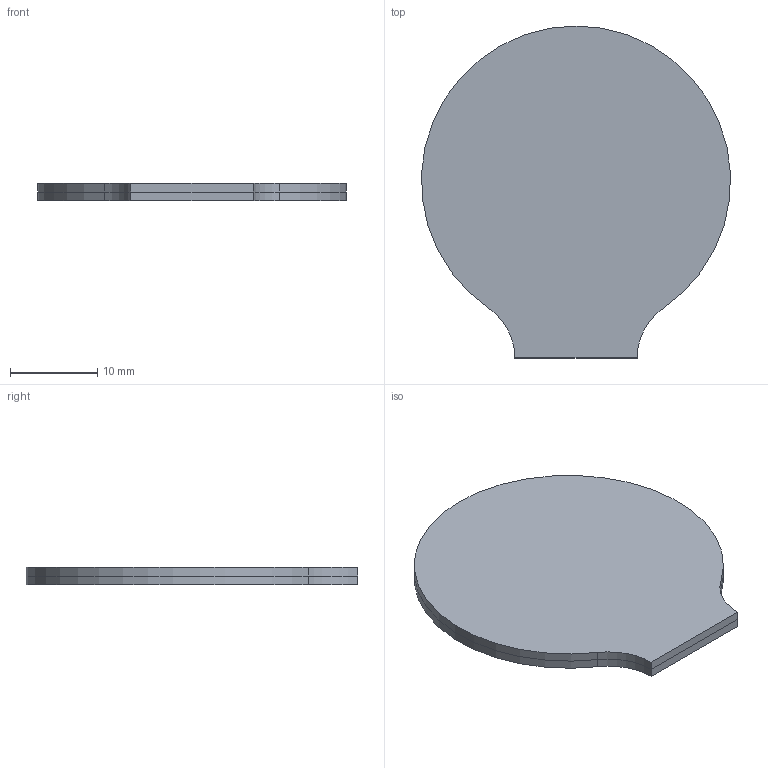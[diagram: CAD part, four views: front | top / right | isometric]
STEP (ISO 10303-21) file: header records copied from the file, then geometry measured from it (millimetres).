
FILE_DESCRIPTION(('FreeCAD Model'),'2;1');
FILE_NAME('Open CASCADE Shape Model','2025-02-10T12:00:45',(''),(''), 'Open CASCADE STEP processor 7.7','FreeCAD','Unknown');
FILE_SCHEMA(('AUTOMOTIVE_DESIGN { 1 0 10303 214 1 1 1 1 }'));
Length unit declared in the file: millimetre
Products named in the file (3): display; black glass; pcb
Assembly tree (2 placements, depth 2):
  display
    black glass
    pcb
Bounding box: 35.36 x 38 x 2 mm (x, y, z)
Volume: 2064.2 mm3; surface area: 4363 mm2
Topology: 2 solids, 2 shells, 12 faces, 24 edges, 16 vertices
Faces by surface type: cylinder 6, plane 6
Entity records: 387 total; most frequent: DIRECTION 66, CARTESIAN_POINT 55, ORIENTED_EDGE 48, AXIS2_PLACEMENT_3D 27, EDGE_CURVE 24, VERTEX_POINT 16, ADVANCED_FACE 12, FACE_BOUND 12
